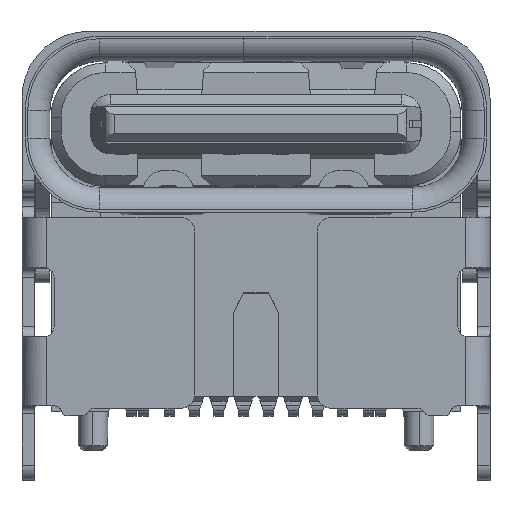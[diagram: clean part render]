
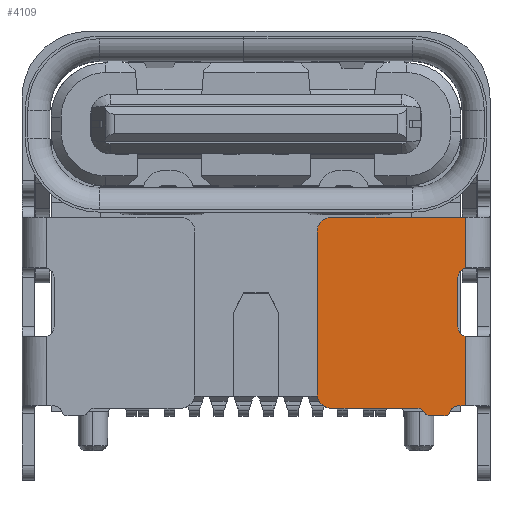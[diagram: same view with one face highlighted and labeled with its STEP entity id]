
A CAD part, top view. The second image highlights one B-rep face of the part: STEP entity #4109.
In plain terms, the highlighted planar face has unit normal (0, 0, 1).
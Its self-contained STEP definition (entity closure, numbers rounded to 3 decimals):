
#4109=ADVANCED_FACE('NONE',(#7264),#7265,.F.);
#7264=FACE_OUTER_BOUND('',#14513,.T.);
#7265=PLANE('',#14514);
#14513=EDGE_LOOP('',(#22194,#22195,#22196,#22197,#22198,#22199,#22200,#22201,#22202,#22203,#22204,#22205,#22206,#22207,#22208,#22209));
#14514=AXIS2_PLACEMENT_3D('',#22210,#22211,#22212);
#22194=ORIENTED_EDGE('',*,*,#28661,.F.);
#22195=ORIENTED_EDGE('',*,*,#28666,.F.);
#22196=ORIENTED_EDGE('',*,*,#28673,.T.);
#22197=ORIENTED_EDGE('',*,*,#28652,.T.);
#22198=ORIENTED_EDGE('',*,*,#28658,.F.);
#22199=ORIENTED_EDGE('',*,*,#28647,.F.);
#22200=ORIENTED_EDGE('',*,*,#28642,.F.);
#22201=ORIENTED_EDGE('',*,*,#28638,.T.);
#22202=ORIENTED_EDGE('',*,*,#28674,.T.);
#22203=ORIENTED_EDGE('',*,*,#28618,.F.);
#22204=ORIENTED_EDGE('',*,*,#28615,.T.);
#22205=ORIENTED_EDGE('',*,*,#28612,.F.);
#22206=ORIENTED_EDGE('',*,*,#28609,.T.);
#22207=ORIENTED_EDGE('',*,*,#28607,.F.);
#22208=ORIENTED_EDGE('',*,*,#28604,.F.);
#22209=ORIENTED_EDGE('',*,*,#28672,.T.);
#22210=CARTESIAN_POINT('',(-0.855,0.695,-0.95));
#22211=DIRECTION('',(0.0,0.0,-1.0));
#22212=DIRECTION('',(0.0,-1.0,0.0));
#28604=EDGE_CURVE('NONE',#38679,#38681,#38682,.T.);
#28607=EDGE_CURVE('NONE',#38681,#38686,#38687,.T.);
#28609=EDGE_CURVE('NONE',#38689,#38686,#38690,.T.);
#28612=EDGE_CURVE('NONE',#38689,#38694,#38695,.T.);
#28615=EDGE_CURVE('NONE',#38699,#38694,#38700,.T.);
#28618=EDGE_CURVE('NONE',#38699,#38704,#38705,.T.);
#28638=EDGE_CURVE('NONE',#38740,#38738,#38741,.T.);
#28642=EDGE_CURVE('NONE',#38740,#38746,#38747,.T.);
#28647=EDGE_CURVE('NONE',#38746,#38751,#38755,.T.);
#28652=EDGE_CURVE('NONE',#38765,#38763,#38766,.T.);
#28658=EDGE_CURVE('NONE',#38751,#38763,#38775,.T.);
#28661=EDGE_CURVE('NONE',#38777,#38780,#38781,.T.);
#28666=EDGE_CURVE('NONE',#38787,#38777,#38789,.T.);
#28672=EDGE_CURVE('NONE',#38679,#38780,#38797,.T.);
#28673=EDGE_CURVE('NONE',#38787,#38765,#38798,.T.);
#28674=EDGE_CURVE('NONE',#38738,#38704,#38799,.T.);
#38679=VERTEX_POINT('NONE',#44632);
#38681=VERTEX_POINT('NONE',#44635);
#38682=CIRCLE('',#44636,0.15);
#38686=VERTEX_POINT('NONE',#44641);
#38687=CIRCLE('',#44642,0.15);
#38689=VERTEX_POINT('NONE',#44645);
#38690=LINE('',#44646,#44647);
#38694=VERTEX_POINT('NONE',#44653);
#38695=CIRCLE('',#44654,0.3);
#38699=VERTEX_POINT('NONE',#44659);
#38700=LINE('',#44660,#44661);
#38704=VERTEX_POINT('NONE',#44667);
#38705=CIRCLE('',#44668,0.3);
#38738=VERTEX_POINT('NONE',#44718);
#38740=VERTEX_POINT('NONE',#44720);
#38741=LINE('',#44721,#44722);
#38746=VERTEX_POINT('NONE',#44740);
#38747=CIRCLE('',#44741,0.2);
#38751=VERTEX_POINT('NONE',#44746);
#38755=LINE('',#44752,#44753);
#38763=VERTEX_POINT('NONE',#44765);
#38765=VERTEX_POINT('NONE',#44772);
#38766=LINE('',#44773,#44774);
#38775=CIRCLE('',#44785,0.2);
#38777=VERTEX_POINT('NONE',#44792);
#38780=VERTEX_POINT('NONE',#44796);
#38781=CIRCLE('',#44797,0.15);
#38787=VERTEX_POINT('NONE',#44804);
#38789=CIRCLE('',#44807,0.15);
#38797=LINE('',#44820,#44821);
#38798=LINE('',#44822,#44823);
#38799=LINE('',#44824,#44825);
#44632=CARTESIAN_POINT('',(7.68,0.695,-0.95));
#44635=CARTESIAN_POINT('',(7.55,0.77,-0.95));
#44636=AXIS2_PLACEMENT_3D('',#48468,#48469,#48470);
#44641=CARTESIAN_POINT('',(7.42,0.845,-0.95));
#44642=AXIS2_PLACEMENT_3D('',#48475,#48476,#48477);
#44645=CARTESIAN_POINT('',(5.68,0.845,-0.95));
#44646=CARTESIAN_POINT('',(5.68,0.845,-0.95));
#44647=VECTOR('',#48479,1000.0);
#44653=CARTESIAN_POINT('',(5.38,1.145,-0.95));
#44654=AXIS2_PLACEMENT_3D('',#48482,#48483,#48484);
#44659=CARTESIAN_POINT('',(5.38,4.415,-0.95));
#44660=CARTESIAN_POINT('',(5.38,4.415,-0.95));
#44661=VECTOR('',#48489,1000.0);
#44667=CARTESIAN_POINT('',(5.68,4.715,-0.95));
#44668=AXIS2_PLACEMENT_3D('',#48492,#48493,#48494);
#44718=CARTESIAN_POINT('',(8.38,4.715,-0.95));
#44720=CARTESIAN_POINT('',(8.38,3.689,-0.95));
#44721=CARTESIAN_POINT('',(8.38,3.689,-0.95));
#44722=VECTOR('',#48528,1000.0);
#44740=CARTESIAN_POINT('',(8.23,3.495,-0.95));
#44741=AXIS2_PLACEMENT_3D('',#48529,#48530,#48531);
#44746=CARTESIAN_POINT('',(8.23,2.495,-0.95));
#44752=CARTESIAN_POINT('',(8.23,3.495,-0.95));
#44753=VECTOR('',#48538,1000.0);
#44765=CARTESIAN_POINT('',(8.38,2.301,-0.95));
#44772=CARTESIAN_POINT('',(8.38,0.895,-0.95));
#44773=CARTESIAN_POINT('',(8.38,0.895,-0.95));
#44774=VECTOR('',#48543,1000.0);
#44785=AXIS2_PLACEMENT_3D('',#48555,#48556,#48557);
#44792=CARTESIAN_POINT('',(8.089,0.795,-0.95));
#44796=CARTESIAN_POINT('',(7.947,0.695,-0.95));
#44797=AXIS2_PLACEMENT_3D('',#48559,#48560,#48561);
#44804=CARTESIAN_POINT('',(8.23,0.895,-0.95));
#44807=AXIS2_PLACEMENT_3D('',#48570,#48571,#48572);
#44820=CARTESIAN_POINT('',(7.68,0.695,-0.95));
#44821=VECTOR('',#48578,1000.0);
#44822=CARTESIAN_POINT('',(8.23,0.895,-0.95));
#44823=VECTOR('',#48579,1000.0);
#44824=CARTESIAN_POINT('',(8.38,4.715,-0.95));
#44825=VECTOR('',#48580,1000.0);
#48468=CARTESIAN_POINT('',(7.68,0.845,-0.95));
#48469=DIRECTION('',(0.0,0.0,-1.0));
#48470=DIRECTION('',(0.0,-1.0,0.0));
#48475=CARTESIAN_POINT('',(7.42,0.695,-0.95));
#48476=DIRECTION('',(0.0,-0.0,1.0));
#48477=DIRECTION('',(0.866,0.5,0.0));
#48479=DIRECTION('',(1.0,0.0,0.0));
#48482=CARTESIAN_POINT('',(5.68,1.145,-0.95));
#48483=DIRECTION('',(0.0,0.0,-1.0));
#48484=DIRECTION('',(0.0,-1.0,0.0));
#48489=DIRECTION('',(0.0,-1.0,0.0));
#48492=CARTESIAN_POINT('',(5.68,4.415,-0.95));
#48493=DIRECTION('',(0.0,0.0,-1.0));
#48494=DIRECTION('',(-1.0,0.,0.0));
#48528=DIRECTION('',(0.,1.,0.));
#48529=CARTESIAN_POINT('',(8.43,3.495,-0.95));
#48530=DIRECTION('',(0.0,0.0,1.0));
#48531=DIRECTION('',(-0.25,0.968,0.0));
#48538=DIRECTION('',(0.0,-1.0,0.0));
#48543=DIRECTION('',(0.,1.,0.));
#48555=CARTESIAN_POINT('',(8.43,2.495,-0.95));
#48556=DIRECTION('',(0.0,0.0,1.0));
#48557=DIRECTION('',(-1.0,0.0,0.0));
#48559=CARTESIAN_POINT('',(7.947,0.845,-0.95));
#48560=DIRECTION('',(0.0,0.0,-1.0));
#48561=DIRECTION('',(0.943,-0.333,0.0));
#48570=CARTESIAN_POINT('',(8.23,0.745,-0.95));
#48571=DIRECTION('',(0.0,0.0,1.0));
#48572=DIRECTION('',(0.,1.0,0.0));
#48578=DIRECTION('',(1.0,0.0,0.0));
#48579=DIRECTION('',(1.0,0.0,0.0));
#48580=DIRECTION('',(-1.0,0.0,0.0));
